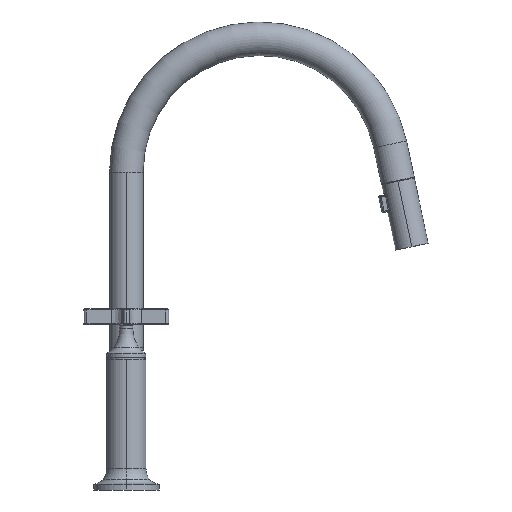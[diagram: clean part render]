
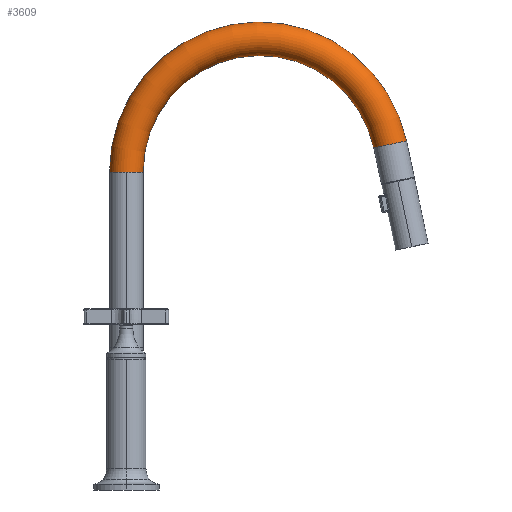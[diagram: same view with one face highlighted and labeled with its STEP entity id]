
A CAD part, left-side view. The second image highlights one B-rep face of the part: STEP entity #3609.
In plain terms, the highlighted toroidal (fillet/blend) face has major radius 112 mm and minor radius 14.1 mm.
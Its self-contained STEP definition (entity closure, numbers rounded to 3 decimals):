
#118 = EDGE_LOOP ( 'NONE', ( #149, #331, #4569, #6148, #3151 ) ) ;
#149 = ORIENTED_EDGE ( 'NONE', *, *, #6140, .F. ) ;
#248 = CARTESIAN_POINT ( 'NONE',  ( 14.1, 150., 0. ) ) ;
#331 = ORIENTED_EDGE ( 'NONE', *, *, #1536, .T. ) ;
#350 = CARTESIAN_POINT ( 'NONE',  ( -112., 150., 0. ) ) ;
#447 = DIRECTION ( 'NONE',  ( 0., 0., 1. ) ) ;
#667 = CIRCLE ( 'NONE', #4159, 14.1 ) ;
#966 = DIRECTION ( 'NONE',  ( 0., 0., 1. ) ) ;
#1122 = CIRCLE ( 'NONE', #6418, 14.1 ) ;
#1228 = CIRCLE ( 'NONE', #6122, 14.1 ) ;
#1342 = CIRCLE ( 'NONE', #3987, 97.9 ) ;
#1536 = EDGE_CURVE ( 'NONE', #3721, #5860, #1122, .T. ) ;
#1616 = VERTEX_POINT ( 'NONE', #4589 ) ;
#1774 = VERTEX_POINT ( 'NONE', #3485 ) ;
#1947 = DIRECTION ( 'NONE',  ( 0., 0., 1. ) ) ;
#2412 = CIRCLE ( 'NONE', #3469, 126.1 ) ;
#2793 = CARTESIAN_POINT ( 'NONE',  ( -112., 150., 0. ) ) ;
#2883 = DIRECTION ( 'NONE',  ( 1., 0., 0. ) ) ;
#2904 = DIRECTION ( 'NONE',  ( 0., 1., 0. ) ) ;
#3075 = FACE_OUTER_BOUND ( 'NONE', #118, .T. ) ;
#3151 = ORIENTED_EDGE ( 'NONE', *, *, #5363, .F. ) ;
#3232 = CARTESIAN_POINT ( 'NONE',  ( -221.553, 173.286, 0. ) ) ;
#3449 = DIRECTION ( 'NONE',  ( 1., 0., 0. ) ) ;
#3469 = AXIS2_PLACEMENT_3D ( 'NONE', #350, #966, #3449 ) ;
#3485 = CARTESIAN_POINT ( 'NONE',  ( -235.344, 176.218, 0. ) ) ;
#3609 = ADVANCED_FACE ( 'NONE', ( #3075 ), #4420, .T. ) ;
#3721 = VERTEX_POINT ( 'NONE', #248 ) ;
#3748 = DIRECTION ( 'NONE',  ( 1., 0., 0. ) ) ;
#3805 = DIRECTION ( 'NONE',  ( 0., 0., 1. ) ) ;
#3894 = DIRECTION ( 'NONE',  ( 0., 0., 1. ) ) ;
#3920 = DIRECTION ( 'NONE',  ( 0., 1., 0. ) ) ;
#3950 = DIRECTION ( 'NONE',  ( 0., 0., 1. ) ) ;
#3987 = AXIS2_PLACEMENT_3D ( 'NONE', #4513, #447, #2883 ) ;
#4094 = AXIS2_PLACEMENT_3D ( 'NONE', #2793, #3894, #3748 ) ;
#4159 = AXIS2_PLACEMENT_3D ( 'NONE', #6493, #2904, #1947 ) ;
#4235 = VERTEX_POINT ( 'NONE', #5803 ) ;
#4420 = TOROIDAL_SURFACE ( 'NONE', #4094, 112., 14.1 ) ;
#4464 = EDGE_CURVE ( 'NONE', #5860, #1616, #667, .T. ) ;
#4513 = CARTESIAN_POINT ( 'NONE',  ( -112., 150., 0. ) ) ;
#4527 = CARTESIAN_POINT ( 'NONE',  ( 0., 150., 0. ) ) ;
#4569 = ORIENTED_EDGE ( 'NONE', *, *, #4464, .T. ) ;
#4589 = CARTESIAN_POINT ( 'NONE',  ( -14.1, 150., 0. ) ) ;
#4688 = CARTESIAN_POINT ( 'NONE',  ( 0., 150., -14.1 ) ) ;
#5078 = EDGE_CURVE ( 'NONE', #1616, #4235, #1342, .T. ) ;
#5264 = DIRECTION ( 'NONE',  ( -0.208, -0.978, 0. ) ) ;
#5363 = EDGE_CURVE ( 'NONE', #1774, #4235, #1228, .T. ) ;
#5803 = CARTESIAN_POINT ( 'NONE',  ( -207.761, 170.355, 0. ) ) ;
#5860 = VERTEX_POINT ( 'NONE', #4688 ) ;
#6122 = AXIS2_PLACEMENT_3D ( 'NONE', #3232, #5264, #3805 ) ;
#6140 = EDGE_CURVE ( 'NONE', #3721, #1774, #2412, .T. ) ;
#6148 = ORIENTED_EDGE ( 'NONE', *, *, #5078, .T. ) ;
#6418 = AXIS2_PLACEMENT_3D ( 'NONE', #4527, #3920, #3950 ) ;
#6493 = CARTESIAN_POINT ( 'NONE',  ( 0., 150., 0. ) ) ;
